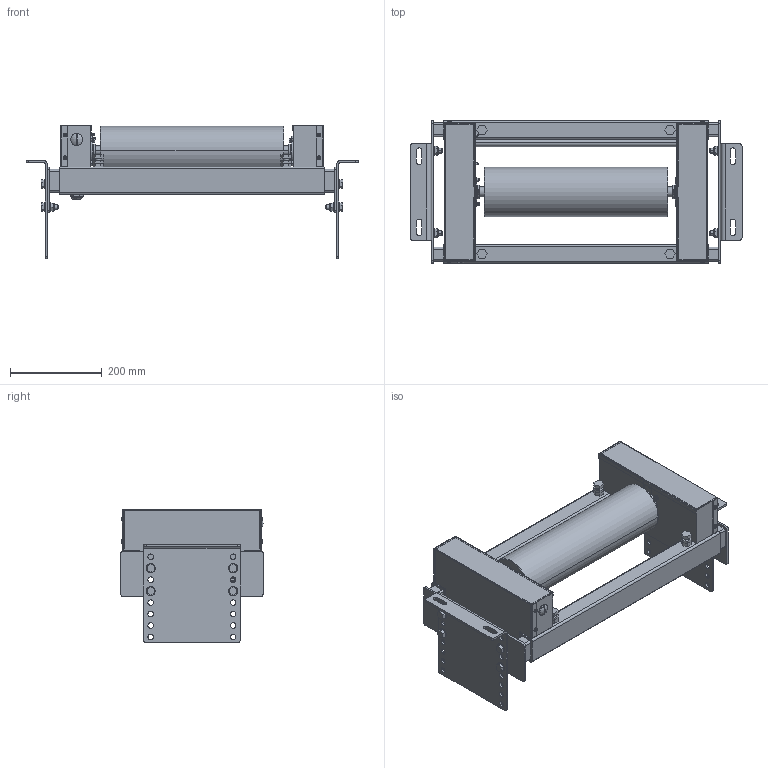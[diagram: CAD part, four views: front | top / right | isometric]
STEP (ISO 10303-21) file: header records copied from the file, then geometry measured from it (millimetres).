
FILE_DESCRIPTION((''),'2;1');
FILE_NAME('B47527_stp.stp','2021-01-04T14:09:00',(''),(''),'Mechanical Desktop 2009','Mechanical Desktop 2009',', , ');
FILE_SCHEMA(('CONFIG_CONTROL_DESIGN'));
Length unit declared in the file: millimetre
Products named in the file (85): B47527_STP; B50103; 6KT-SCHRAUBE_M12X30A; 6KT-SCHRAUBE_M12X30; ZYL_SCHR__M4X8; ZYL_SCHR_M4X8; ZYL_SCHR__M4X16; ZYL_SCHR_M4X16; B46969; TEIL1A; B46938; TEIL1AA; 6KT-MUTTER_M12_05DA; 6KT-MUTTER_M12_05D; FEDERRING_M4A; FEDERRING_M4; INITIATOR_M12X1; INITIATOR_M12X1A; KABELVERSCHRAUBUNG_PG7; KABELVERSCHRAUBUNG_PG7A; KABELVERSCHRAUBUNG_PG11; KABELVERSCHRAUBUNG_PG11A; KABELVERSCHRAUBUNG_PG16; KABELVERSCHRAUBUNG_PG16A; GEGENMUTTER_PG16; GEGENMUTTER_PG16A; VERSCHLUSSKAPPE_PG16A; VERSCHLUSSKAPPE_PG16; B46977A; B46977; DECKEL_GEHÄUSE_A105; DECKEL_GEHÄUSE_A105A; TRAGSCHIENE_NS15A; TRAGSCHIENE_NS15; KLEMME_MBK2.5_EA; KLEMME_MBK2.5_E; KLEMMENDECKEL_D_MBK2_5_E; KLEMMENDECKEL_D_MBK2_5_EA; ENDHALTER_E_MBKA; ENDHALTER_E_MBK ...
Assembly tree (192 placements, depth 5):
  B47527_STP
    B50103
      6KT-SCHRAUBE_M12X30A  x4
        6KT-SCHRAUBE_M12X30
      ZYL_SCHR__M4X8  x2
        ZYL_SCHR_M4X8
      ZYL_SCHR__M4X16  x2
        ZYL_SCHR_M4X16
      B46969  x2
        TEIL1A
      B46938  x2
        TEIL1AA
      6KT-MUTTER_M12_05DA  x4
        6KT-MUTTER_M12_05D
      FEDERRING_M4A  x2
        FEDERRING_M4
      INITIATOR_M12X1
        INITIATOR_M12X1A
      KABELVERSCHRAUBUNG_PG7  x3
        KABELVERSCHRAUBUNG_PG7A
      KABELVERSCHRAUBUNG_PG11
        KABELVERSCHRAUBUNG_PG11A
      KABELVERSCHRAUBUNG_PG16
        KABELVERSCHRAUBUNG_PG16A
      GEGENMUTTER_PG16
        GEGENMUTTER_PG16A
      VERSCHLUSSKAPPE_PG16A
        VERSCHLUSSKAPPE_PG16
      B46977A
        B46977
      DECKEL_GEHÄUSE_A105
        DECKEL_GEHÄUSE_A105A
      TRAGSCHIENE_NS15A
        TRAGSCHIENE_NS15
      KLEMME_MBK2.5_EA  x8
        KLEMME_MBK2.5_E
      KLEMMENDECKEL_D_MBK2_5_E
        KLEMMENDECKEL_D_MBK2_5_EA
      ENDHALTER_E_MBKA  x2
        ENDHALTER_E_MBK
      ZYLINDER-BLECHSCHRAUBE_4.2X6.5  x8
        ZYLINDER-BLECHSCHRAUBE_4.2X6.5A
      B46963
        TEIL1AAA  x2
        B4696702
          TEIL4A
        TEIL3
        B4696701
          TEIL4
        6KT-SCHWEISSMUTTER_M12  x4
          6KT-SCHWEISSMUTTER_M12A
        EINPRESSMUTTER_M6  x8
          EINPRESSMUTTER_M6A
        EINPRESSMUTTER_M4  x2
          EINPRESSMUTTER_M4A
      B50103|AVE_RENDER  x8
      B50103|AVE_GLOBAL
      B50103|RM_SDB  x3
    B46777A
      B46777
Bounding box: 724 x 310.2 x 291 mm (x, y, z)
Volume: 6831652.5 mm3; surface area: 1999760.5 mm2
Topology: 137 solids, 137 shells, 2373 faces, 5805 edges, 3824 vertices
Faces by surface type: plane 1278, cylinder 828, cone 178, torus 64, bspline 24, sphere 1
Entity records: 31548 total; most frequent: CARTESIAN_POINT 5611, DIRECTION 5564, ORIENTED_EDGE 4780, EDGE_CURVE 2390, AXIS2_PLACEMENT_3D 2059, VERTEX_POINT 1576, VECTOR 1446, LINE 1446
